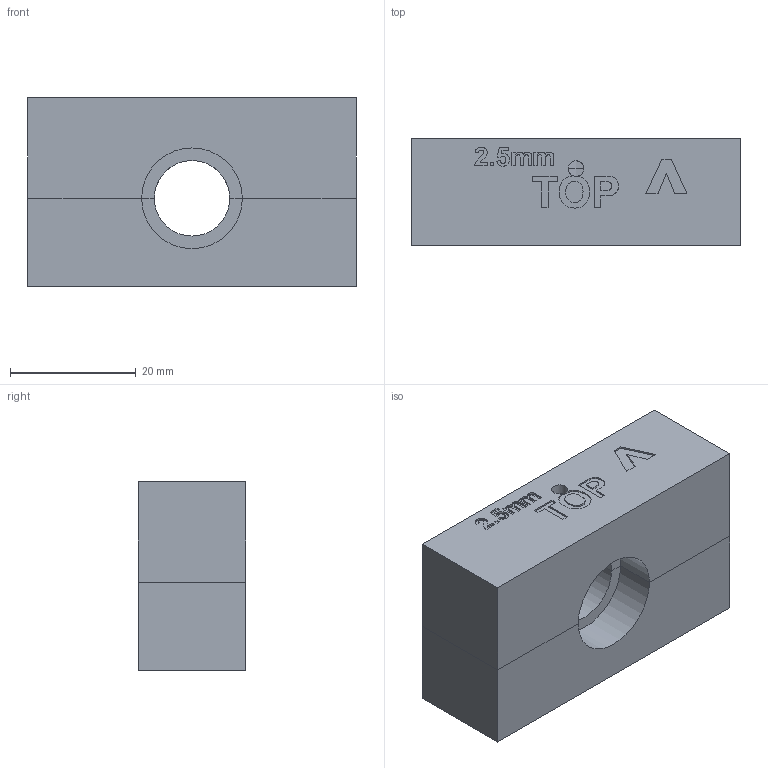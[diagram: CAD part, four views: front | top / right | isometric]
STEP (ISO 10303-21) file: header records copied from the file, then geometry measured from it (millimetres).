
FILE_DESCRIPTION(/* description */ (''),/* implementation_level */ '2;1');
FILE_NAME(/* name */ '',/* time_stamp */ '2025-12-12T00:50:35+03:00',/* author */ (''),/* organization */ (''),/* preprocessor_version */ 'ST-DEVELOPER v20.1',/* originating_system */ 'Autodesk Translation Framework v14.10.0.0',/* authorisation */ '');
FILE_SCHEMA (('AUTOMOTIVE_DESIGN { 1 0 10303 214 3 1 1 }'));
Length unit declared in the file: millimetre
Products named in the file (1): Кондуктор
Bounding box: 52.2 x 17 x 30 mm (x, y, z)
Volume: 23620.1 mm3; surface area: 8148.8 mm2
Topology: 2 solids, 2 shells, 205 faces, 564 edges, 376 vertices
Faces by surface type: bspline 100, plane 94, cylinder 11
Full cylindrical faces by diameter (mm): 2.5 x1, 4.86 x2, 5 x2
Entity records: 7479 total; most frequent: CARTESIAN_POINT 2896, ORIENTED_EDGE 1128, DIRECTION 596, EDGE_CURVE 564, VERTEX_POINT 376, LINE 334, VECTOR 334, EDGE_LOOP 220
